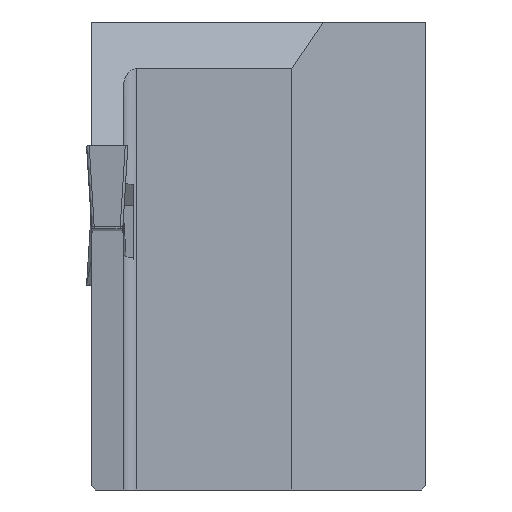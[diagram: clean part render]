
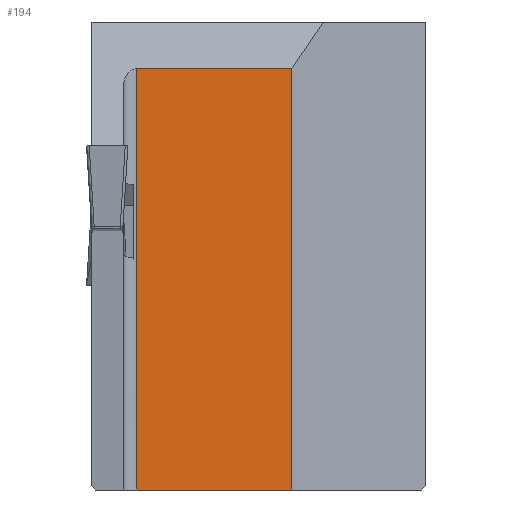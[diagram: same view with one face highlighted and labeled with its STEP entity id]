
A CAD part, left-side view. The second image highlights one B-rep face of the part: STEP entity #194.
In plain terms, the highlighted planar face has unit normal (-1, 0, 0).
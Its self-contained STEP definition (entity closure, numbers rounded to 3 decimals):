
#194=ADVANCED_FACE('',(#288),#244,.T.);
#244=PLANE('',#1072);
#288=FACE_OUTER_BOUND('',#338,.T.);
#338=EDGE_LOOP('',(#398,#399,#400,#401));
#398=ORIENTED_EDGE('',*,*,#730,.T.);
#399=ORIENTED_EDGE('',*,*,#731,.T.);
#400=ORIENTED_EDGE('',*,*,#732,.T.);
#401=ORIENTED_EDGE('',*,*,#733,.T.);
#650=VERTEX_POINT('',#1405);
#651=VERTEX_POINT('',#1406);
#652=VERTEX_POINT('',#1408);
#653=VERTEX_POINT('',#1410);
#730=EDGE_CURVE('',#650,#651,#855,.T.);
#731=EDGE_CURVE('',#651,#652,#856,.T.);
#732=EDGE_CURVE('',#652,#653,#857,.T.);
#733=EDGE_CURVE('',#653,#650,#858,.T.);
#855=LINE('',#1404,#967);
#856=LINE('',#1407,#968);
#857=LINE('',#1409,#969);
#858=LINE('',#1411,#970);
#967=VECTOR('',#1154,1.);
#968=VECTOR('',#1155,1.);
#969=VECTOR('',#1156,1.);
#970=VECTOR('',#1157,1.);
#1072=AXIS2_PLACEMENT_3D('',#1412,#1158,#1159);
#1154=DIRECTION('',(0.,0.,-1.));
#1155=DIRECTION('',(0.,-1.,0.));
#1156=DIRECTION('',(0.,0.,1.));
#1157=DIRECTION('',(0.,1.,0.));
#1158=DIRECTION('',(-1.,0.,0.));
#1159=DIRECTION('',(0.,0.,1.));
#1404=CARTESIAN_POINT('',(10.,-3.4,10.));
#1405=CARTESIAN_POINT('',(10.,-3.4,6.515));
#1406=CARTESIAN_POINT('',(10.,-3.4,-25.));
#1407=CARTESIAN_POINT('',(10.,-27.4,-25.));
#1408=CARTESIAN_POINT('',(10.,-15.,-25.));
#1409=CARTESIAN_POINT('',(10.,-15.,-30.));
#1410=CARTESIAN_POINT('',(10.,-15.,6.515));
#1411=CARTESIAN_POINT('',(10.,-20.,6.515));
#1412=CARTESIAN_POINT('',(10.,-27.4,10.));
